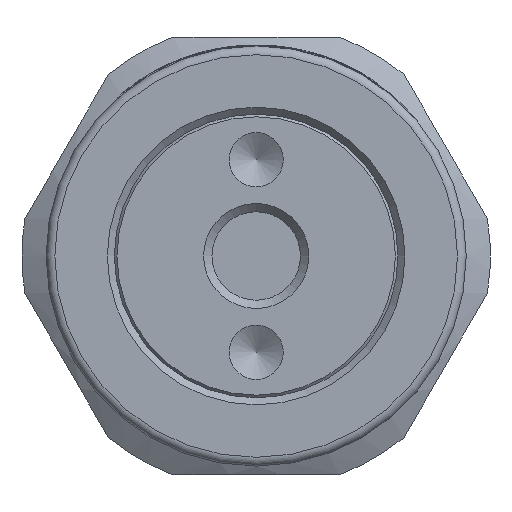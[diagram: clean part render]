
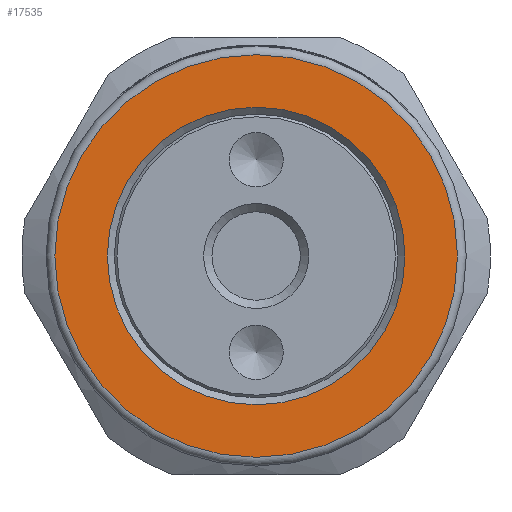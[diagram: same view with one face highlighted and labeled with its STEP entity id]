
A CAD part, left-side view. The second image highlights one B-rep face of the part: STEP entity #17535.
In plain terms, the highlighted planar face has unit normal (-1, 0, 0).
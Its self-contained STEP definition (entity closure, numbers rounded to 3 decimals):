
#17049=CARTESIAN_POINT('',(-136.0,-17.,0.0));
#17050=VERTEX_POINT('',#17049);
#17051=CARTESIAN_POINT('',(-136.0,0.,0.0));
#17052=DIRECTION('',(1.0,0.0,0.0));
#17053=DIRECTION('',(0.0,-1.0,0.0));
#17054=AXIS2_PLACEMENT_3D('',#17051,#17052,#17053);
#17055=CIRCLE('',#17054,17.);
#17056=EDGE_CURVE('',#17050,#17050,#17055,.T.);
#17516=CARTESIAN_POINT('',(-136.0,18.5,0.0));
#17517=DIRECTION('',(-1.0,0.0,0.0));
#17518=DIRECTION('',(0.0,0.0,1.0));
#17519=AXIS2_PLACEMENT_3D('',#17516,#17517,#17518);
#17520=PLANE('',#17519);
#17521=CARTESIAN_POINT('',(-136.0,23.,0.));
#17522=VERTEX_POINT('',#17521);
#17523=CARTESIAN_POINT('',(-136.0,0.,0.0));
#17524=DIRECTION('',(1.0,0.0,0.0));
#17525=DIRECTION('',(0.0,-1.0,0.0));
#17526=AXIS2_PLACEMENT_3D('',#17523,#17524,#17525);
#17527=CIRCLE('',#17526,23.);
#17528=EDGE_CURVE('',#17522,#17522,#17527,.T.);
#17529=ORIENTED_EDGE('',*,*,#17528,.F.);
#17530=EDGE_LOOP('',(#17529));
#17531=FACE_OUTER_BOUND('',#17530,.T.);
#17532=ORIENTED_EDGE('',*,*,#17056,.T.);
#17533=EDGE_LOOP('',(#17532));
#17534=FACE_BOUND('',#17533,.T.);
#17535=ADVANCED_FACE('',(#17531,#17534),#17520,.T.);
